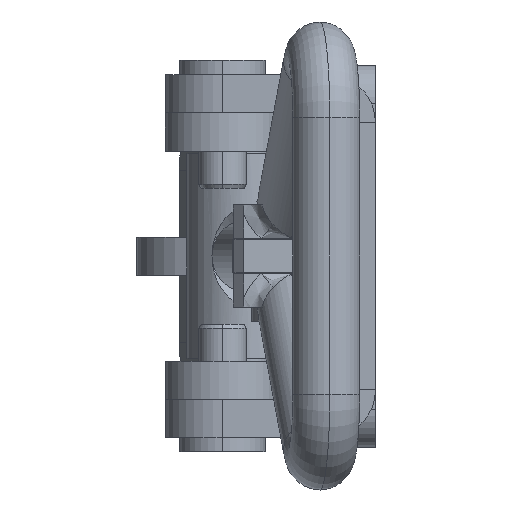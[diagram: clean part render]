
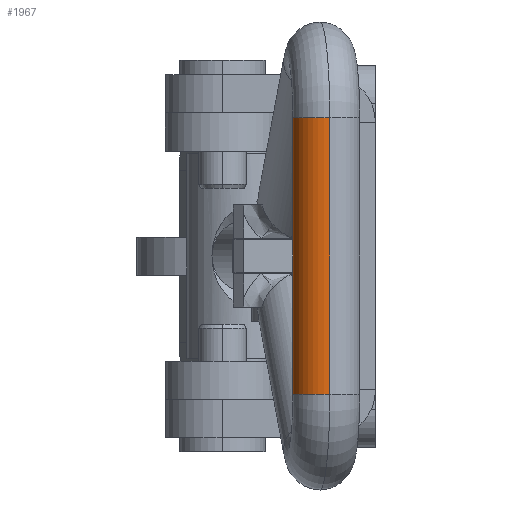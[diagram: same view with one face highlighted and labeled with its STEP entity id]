
A CAD part, left-side view. The second image highlights one B-rep face of the part: STEP entity #1967.
In plain terms, the highlighted cylindrical face has radius 3.5 mm (diameter 7 mm), a partial arc.
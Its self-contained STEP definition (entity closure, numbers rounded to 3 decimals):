
#202 = ORIENTED_EDGE ( 'NONE', *, *, #3912, .F. ) ;
#210 = CIRCLE ( 'NONE', #1385, 3.5 ) ;
#227 = EDGE_CURVE ( 'NONE', #660, #2798, #5022, .T. ) ;
#344 = CARTESIAN_POINT ( 'NONE',  ( 14.5, 40.5, 0. ) ) ;
#542 = AXIS2_PLACEMENT_3D ( 'NONE', #1321, #1443, #1048 ) ;
#660 = VERTEX_POINT ( 'NONE', #344 ) ;
#845 = DIRECTION ( 'NONE',  ( 0., 0., -1. ) ) ;
#861 = DIRECTION ( 'NONE',  ( 1., 0., 0. ) ) ;
#919 = CARTESIAN_POINT ( 'NONE',  ( 14.5, 37., 0. ) ) ;
#1048 = DIRECTION ( 'NONE',  ( 0., -1., 0. ) ) ;
#1269 = VECTOR ( 'NONE', #5137, 1000. ) ;
#1321 = CARTESIAN_POINT ( 'NONE',  ( 14.5, 37., 0. ) ) ;
#1385 = AXIS2_PLACEMENT_3D ( 'NONE', #2829, #2762, #2687 ) ;
#1443 = DIRECTION ( 'NONE',  ( -1., 0., 0. ) ) ;
#1567 = LINE ( 'NONE', #4909, #1269 ) ;
#1656 = VERTEX_POINT ( 'NONE', #3979 ) ;
#1967 = ADVANCED_FACE ( 'NONE', ( #4135 ), #4000, .T. ) ;
#2502 = EDGE_LOOP ( 'NONE', ( #5563, #202, #4895, #3923 ) ) ;
#2514 = CARTESIAN_POINT ( 'NONE',  ( 14.5, 40.5, 0. ) ) ;
#2639 = DIRECTION ( 'NONE',  ( -1., 0., 0. ) ) ;
#2687 = DIRECTION ( 'NONE',  ( 0., 0., -1. ) ) ;
#2762 = DIRECTION ( 'NONE',  ( 1., 0., 0. ) ) ;
#2798 = VERTEX_POINT ( 'NONE', #2880 ) ;
#2801 = AXIS2_PLACEMENT_3D ( 'NONE', #919, #861, #845 ) ;
#2829 = CARTESIAN_POINT ( 'NONE',  ( -14.5, 37., 0. ) ) ;
#2880 = CARTESIAN_POINT ( 'NONE',  ( -14.5, 40.5, 0. ) ) ;
#3169 = VECTOR ( 'NONE', #2639, 1000. ) ;
#3497 = VERTEX_POINT ( 'NONE', #6644 ) ;
#3912 = EDGE_CURVE ( 'NONE', #3497, #660, #4532, .T. ) ;
#3923 = ORIENTED_EDGE ( 'NONE', *, *, #5340, .T. ) ;
#3979 = CARTESIAN_POINT ( 'NONE',  ( -14.5, 33.5, 0. ) ) ;
#4000 = CYLINDRICAL_SURFACE ( 'NONE', #542, 3.5 ) ;
#4135 = FACE_OUTER_BOUND ( 'NONE', #2502, .T. ) ;
#4532 = CIRCLE ( 'NONE', #2801, 3.5 ) ;
#4895 = ORIENTED_EDGE ( 'NONE', *, *, #6317, .T. ) ;
#4909 = CARTESIAN_POINT ( 'NONE',  ( 14.5, 33.5, 0. ) ) ;
#5022 = LINE ( 'NONE', #2514, #3169 ) ;
#5137 = DIRECTION ( 'NONE',  ( -1., 0., 0. ) ) ;
#5340 = EDGE_CURVE ( 'NONE', #1656, #2798, #210, .T. ) ;
#5563 = ORIENTED_EDGE ( 'NONE', *, *, #227, .F. ) ;
#6317 = EDGE_CURVE ( 'NONE', #3497, #1656, #1567, .T. ) ;
#6644 = CARTESIAN_POINT ( 'NONE',  ( 14.5, 33.5, 0. ) ) ;
